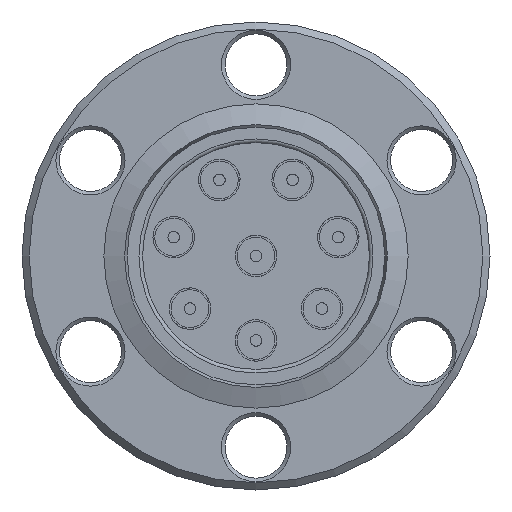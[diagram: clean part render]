
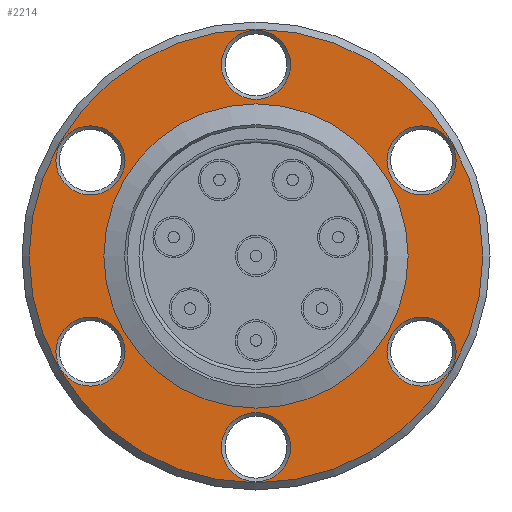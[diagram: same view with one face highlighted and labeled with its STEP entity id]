
A CAD part, front view. The second image highlights one B-rep face of the part: STEP entity #2214.
In plain terms, the highlighted planar face has unit normal (0, -1, 0).
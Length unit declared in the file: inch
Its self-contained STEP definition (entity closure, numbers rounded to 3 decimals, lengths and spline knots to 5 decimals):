
#69=PLANE('',#2401);
#198=ORIENTED_EDGE('',*,*,#404,.T.);
#199=ORIENTED_EDGE('',*,*,#405,.T.);
#200=ORIENTED_EDGE('',*,*,#406,.T.);
#201=ORIENTED_EDGE('',*,*,#407,.T.);
#202=ORIENTED_EDGE('',*,*,#408,.T.);
#203=ORIENTED_EDGE('',*,*,#409,.T.);
#204=ORIENTED_EDGE('',*,*,#410,.T.);
#205=ORIENTED_EDGE('',*,*,#411,.F.);
#404=EDGE_CURVE('',#532,#532,#660,.T.);
#405=EDGE_CURVE('',#533,#533,#661,.F.);
#406=EDGE_CURVE('',#534,#534,#662,.F.);
#407=EDGE_CURVE('',#535,#535,#663,.F.);
#408=EDGE_CURVE('',#536,#536,#664,.F.);
#409=EDGE_CURVE('',#537,#537,#665,.F.);
#410=EDGE_CURVE('',#538,#538,#666,.F.);
#411=EDGE_CURVE('',#539,#539,#667,.T.);
#532=VERTEX_POINT('',#3218);
#533=VERTEX_POINT('',#3220);
#534=VERTEX_POINT('',#3222);
#535=VERTEX_POINT('',#3224);
#536=VERTEX_POINT('',#3226);
#537=VERTEX_POINT('',#3228);
#538=VERTEX_POINT('',#3230);
#539=VERTEX_POINT('',#3232);
#660=CIRCLE('',#2402,0.63);
#661=CIRCLE('',#2403,0.096);
#662=CIRCLE('',#2404,0.096);
#663=CIRCLE('',#2405,0.096);
#664=CIRCLE('',#2406,0.096);
#665=CIRCLE('',#2407,0.096);
#666=CIRCLE('',#2408,0.096);
#667=CIRCLE('',#2409,0.4225);
#838=EDGE_LOOP('',(#198));
#839=EDGE_LOOP('',(#199));
#840=EDGE_LOOP('',(#200));
#841=EDGE_LOOP('',(#201));
#842=EDGE_LOOP('',(#202));
#843=EDGE_LOOP('',(#203));
#844=EDGE_LOOP('',(#204));
#845=EDGE_LOOP('',(#205));
#1094=FACE_BOUND('',#838,.T.);
#1095=FACE_BOUND('',#839,.T.);
#1096=FACE_BOUND('',#840,.T.);
#1097=FACE_BOUND('',#841,.T.);
#1098=FACE_BOUND('',#842,.T.);
#1099=FACE_BOUND('',#843,.T.);
#1100=FACE_BOUND('',#844,.T.);
#1101=FACE_BOUND('',#845,.T.);
#2214=ADVANCED_FACE('',(#1094,#1095,#1096,#1097,#1098,#1099,#1100,#1101),
#69,.T.);
#2401=AXIS2_PLACEMENT_3D('',#3216,#2768,#2769);
#2402=AXIS2_PLACEMENT_3D('',#3217,#2770,#2771);
#2403=AXIS2_PLACEMENT_3D('',#3219,#2772,#2773);
#2404=AXIS2_PLACEMENT_3D('',#3221,#2774,#2775);
#2405=AXIS2_PLACEMENT_3D('',#3223,#2776,#2777);
#2406=AXIS2_PLACEMENT_3D('',#3225,#2778,#2779);
#2407=AXIS2_PLACEMENT_3D('',#3227,#2780,#2781);
#2408=AXIS2_PLACEMENT_3D('',#3229,#2782,#2783);
#2409=AXIS2_PLACEMENT_3D('',#3231,#2784,#2785);
#2768=DIRECTION('',(0.,-1.,0.));
#2769=DIRECTION('',(-1.,0.,0.));
#2770=DIRECTION('',(0.,-1.,0.));
#2771=DIRECTION('',(-1.,0.,0.));
#2772=DIRECTION('',(0.,-1.,0.));
#2773=DIRECTION('',(-1.,0.,0.));
#2774=DIRECTION('',(0.,-1.,0.));
#2775=DIRECTION('',(-1.,0.,0.));
#2776=DIRECTION('',(0.,-1.,0.));
#2777=DIRECTION('',(-1.,0.,0.));
#2778=DIRECTION('',(0.,-1.,0.));
#2779=DIRECTION('',(-1.,0.,0.));
#2780=DIRECTION('',(0.,-1.,0.));
#2781=DIRECTION('',(-1.,0.,0.));
#2782=DIRECTION('',(0.,-1.,0.));
#2783=DIRECTION('',(-1.,0.,0.));
#2784=DIRECTION('',(0.,-1.,0.));
#2785=DIRECTION('',(-1.,0.,0.));
#3216=CARTESIAN_POINT('',(0.,-0.5,0.));
#3217=CARTESIAN_POINT('',(0.,-0.5,0.));
#3218=CARTESIAN_POINT('',(-0.63,-0.5,0.));
#3219=CARTESIAN_POINT('',(0.,-0.5,-0.531));
#3220=CARTESIAN_POINT('',(-0.096,-0.5,-0.531));
#3221=CARTESIAN_POINT('',(-0.45986,-0.5,-0.2655));
#3222=CARTESIAN_POINT('',(-0.55586,-0.5,-0.2655));
#3223=CARTESIAN_POINT('',(-0.45986,-0.5,0.2655));
#3224=CARTESIAN_POINT('',(-0.55586,-0.5,0.2655));
#3225=CARTESIAN_POINT('',(0.,-0.5,0.531));
#3226=CARTESIAN_POINT('',(-0.096,-0.5,0.531));
#3227=CARTESIAN_POINT('',(0.45986,-0.5,0.2655));
#3228=CARTESIAN_POINT('',(0.36386,-0.5,0.2655));
#3229=CARTESIAN_POINT('',(0.45986,-0.5,-0.2655));
#3230=CARTESIAN_POINT('',(0.36386,-0.5,-0.2655));
#3231=CARTESIAN_POINT('',(0.,-0.5,0.));
#3232=CARTESIAN_POINT('',(-0.4225,-0.5,0.));
